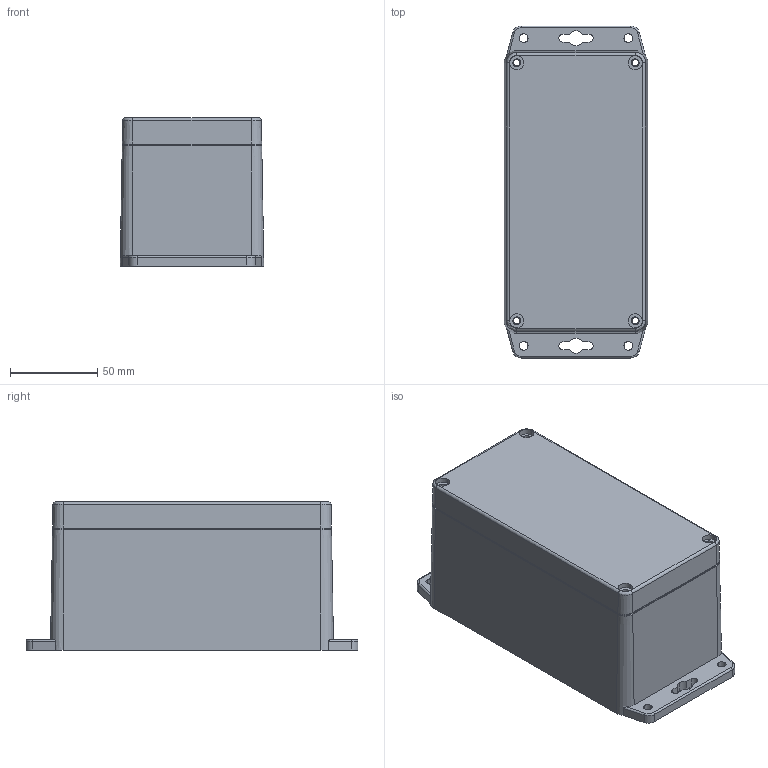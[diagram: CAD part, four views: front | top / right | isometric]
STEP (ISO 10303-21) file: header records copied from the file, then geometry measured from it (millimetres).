
FILE_DESCRIPTION (( 'STEP AP214' ), '1' );
FILE_NAME ('G265MFB G369MFB.STEP', '2013-03-06T00:36:56', ( 'NEF User' ), ( 'NEF User' ), 'SwSTEP 2.0', 'SolidWorks 2012', '' );
FILE_SCHEMA (( 'AUTOMOTIVE_DESIGN' ));
Length unit declared in the file: millimetre
Products named in the file (3): G258-COVER; G265B G369B; G265MFB G369MFB
Assembly tree (2 placements, depth 2):
  G265MFB G369MFB
    G265B G369B
    G258-COVER
Bounding box: 82.44 x 190.44 x 85 mm (x, y, z)
Volume: 242471.7 mm3; surface area: 156936 mm2
Topology: 2 solids, 2 shells, 424 faces, 1084 edges, 716 vertices
Faces by surface type: cylinder 174, plane 162, cone 80, torus 4, bspline 4
Entity records: 13396 total; most frequent: CARTESIAN_POINT 2471, DIRECTION 2430, ORIENTED_EDGE 2168, EDGE_CURVE 1084, AXIS2_PLACEMENT_3D 937, VERTEX_POINT 716, VECTOR 556, LINE 556
